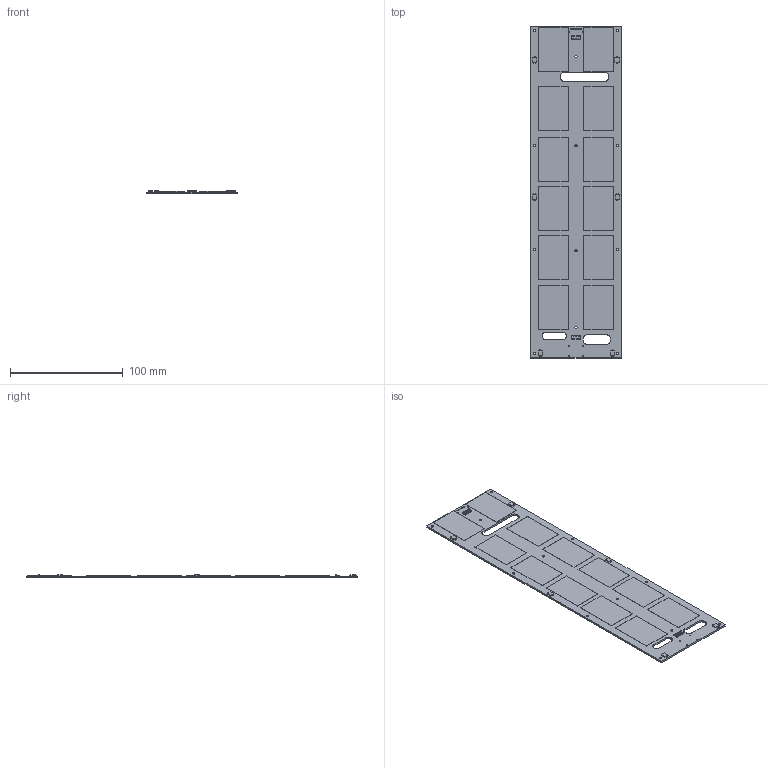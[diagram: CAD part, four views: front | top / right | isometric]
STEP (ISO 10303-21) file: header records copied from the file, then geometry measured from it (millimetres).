
FILE_DESCRIPTION(('FreeCAD Model'),'2;1');
FILE_NAME('cubesat-panel1.step', '2018-03-22T00:34:28',('kicad StepUp'),('ksu MCAD'), 'Open CASCADE STEP processor 6.8','FreeCAD','Unknown');
FILE_SCHEMA(('AUTOMOTIVE_DESIGN_CC2 { 1 2 10303 214 -1 1 5 4 }'));
Length unit declared in the file: millimetre
Products named in the file (21): Pcb; Cube_; 5034801400_sp_; Cube_001; SFH_2430_; Cube_002; SFH_2430_001; Cube_003; Cube_004; Cube_005; Cube_006; Cube_007; Cube_008; SFH_2430_002; SFH_2430_003; Cube_009; Cube_010; Cube_011; SFH_2430_004; 5034801400_sp_001; SFH_2430_005
Bounding box: 80 x 294 x 3.49 mm (x, y, z)
Volume: 39076.2 mm3; surface area: 72618 mm2
Topology: 21 solids, 21 shells, 1844 faces, 4952 edges, 3240 vertices
Faces by surface type: plane 1626, cylinder 182, bspline 36
Full cylindrical faces by diameter (mm): 1 x6, 2 x12
Entity records: 58022 total; most frequent: CARTESIAN_POINT 11101, ORIENTED_EDGE 9904, DIRECTION 8910, EDGE_CURVE 4952, LINE 4460, VECTOR 4460, VERTEX_POINT 3240, AXIS2_PLACEMENT_3D 2225
